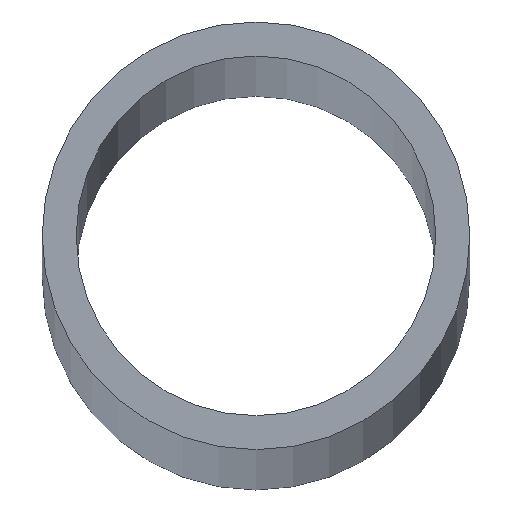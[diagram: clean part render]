
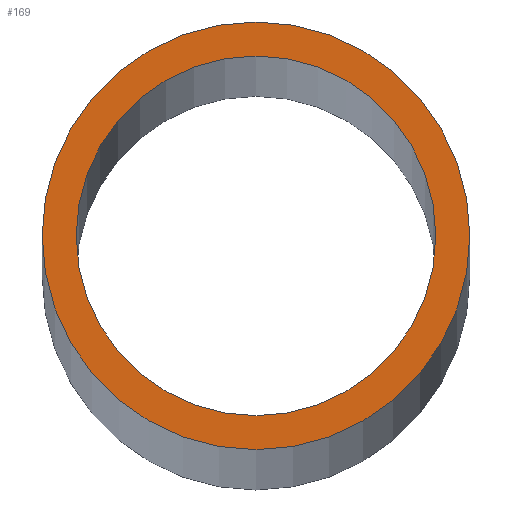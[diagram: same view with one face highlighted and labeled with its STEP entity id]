
A CAD part, top view. The second image highlights one B-rep face of the part: STEP entity #169.
In plain terms, the highlighted planar face has unit normal (0, 0, 1).
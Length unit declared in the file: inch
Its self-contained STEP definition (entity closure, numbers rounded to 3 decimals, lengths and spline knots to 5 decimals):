
#9 = CIRCLE ( 'NONE', #155, 1.682 ) ;
#14 = CARTESIAN_POINT ( 'NONE',  ( -2., 0., 216. ) ) ;
#18 = CARTESIAN_POINT ( 'NONE',  ( 0., 0., 216. ) ) ;
#27 = AXIS2_PLACEMENT_3D ( 'NONE', #239, #98, #173 ) ;
#35 = AXIS2_PLACEMENT_3D ( 'NONE', #18, #78, #252 ) ;
#42 = CARTESIAN_POINT ( 'NONE',  ( 0., 0., 216. ) ) ;
#66 = CARTESIAN_POINT ( 'NONE',  ( 1.682, 0., 216. ) ) ;
#76 = EDGE_LOOP ( 'NONE', ( #93, #136 ) ) ;
#78 = DIRECTION ( 'NONE',  ( 0., 0., 1. ) ) ;
#82 = DIRECTION ( 'NONE',  ( 1., 0., 0. ) ) ;
#93 = ORIENTED_EDGE ( 'NONE', *, *, #164, .T. ) ;
#94 = DIRECTION ( 'NONE',  ( 1., 0., 0. ) ) ;
#96 = VERTEX_POINT ( 'NONE', #14 ) ;
#97 = CARTESIAN_POINT ( 'NONE',  ( 0., 0., 216. ) ) ;
#98 = DIRECTION ( 'NONE',  ( 0., 0., 1. ) ) ;
#100 = CIRCLE ( 'NONE', #35, 2. ) ;
#102 = FACE_OUTER_BOUND ( 'NONE', #76, .T. ) ;
#103 = ORIENTED_EDGE ( 'NONE', *, *, #126, .F. ) ;
#104 = EDGE_CURVE ( 'NONE', #249, #192, #195, .T. ) ;
#105 = CARTESIAN_POINT ( 'NONE',  ( -1.682, 0., 216. ) ) ;
#116 = CARTESIAN_POINT ( 'NONE',  ( 0., 0., 216. ) ) ;
#121 = DIRECTION ( 'NONE',  ( 0., 0., 1. ) ) ;
#126 = EDGE_CURVE ( 'NONE', #192, #249, #9, .T. ) ;
#136 = ORIENTED_EDGE ( 'NONE', *, *, #236, .T. ) ;
#155 = AXIS2_PLACEMENT_3D ( 'NONE', #42, #121, #196 ) ;
#160 = CIRCLE ( 'NONE', #251, 2. ) ;
#164 = EDGE_CURVE ( 'NONE', #96, #174, #100, .T. ) ;
#169 = ADVANCED_FACE ( 'NONE', ( #102, #181 ), #233, .T. ) ;
#170 = ORIENTED_EDGE ( 'NONE', *, *, #104, .F. ) ;
#173 = DIRECTION ( 'NONE',  ( 1., 0., 0. ) ) ;
#174 = VERTEX_POINT ( 'NONE', #179 ) ;
#179 = CARTESIAN_POINT ( 'NONE',  ( 2., 0., 216. ) ) ;
#181 = FACE_BOUND ( 'NONE', #246, .T. ) ;
#192 = VERTEX_POINT ( 'NONE', #66 ) ;
#195 = CIRCLE ( 'NONE', #227, 1.682 ) ;
#196 = DIRECTION ( 'NONE',  ( 1., 0., 0. ) ) ;
#197 = DIRECTION ( 'NONE',  ( 0., 0., 1. ) ) ;
#227 = AXIS2_PLACEMENT_3D ( 'NONE', #97, #235, #94 ) ;
#233 = PLANE ( 'NONE',  #27 ) ;
#235 = DIRECTION ( 'NONE',  ( 0., 0., 1. ) ) ;
#236 = EDGE_CURVE ( 'NONE', #174, #96, #160, .T. ) ;
#239 = CARTESIAN_POINT ( 'NONE',  ( 0., 0., 216. ) ) ;
#246 = EDGE_LOOP ( 'NONE', ( #170, #103 ) ) ;
#249 = VERTEX_POINT ( 'NONE', #105 ) ;
#251 = AXIS2_PLACEMENT_3D ( 'NONE', #116, #197, #82 ) ;
#252 = DIRECTION ( 'NONE',  ( 1., 0., 0. ) ) ;
